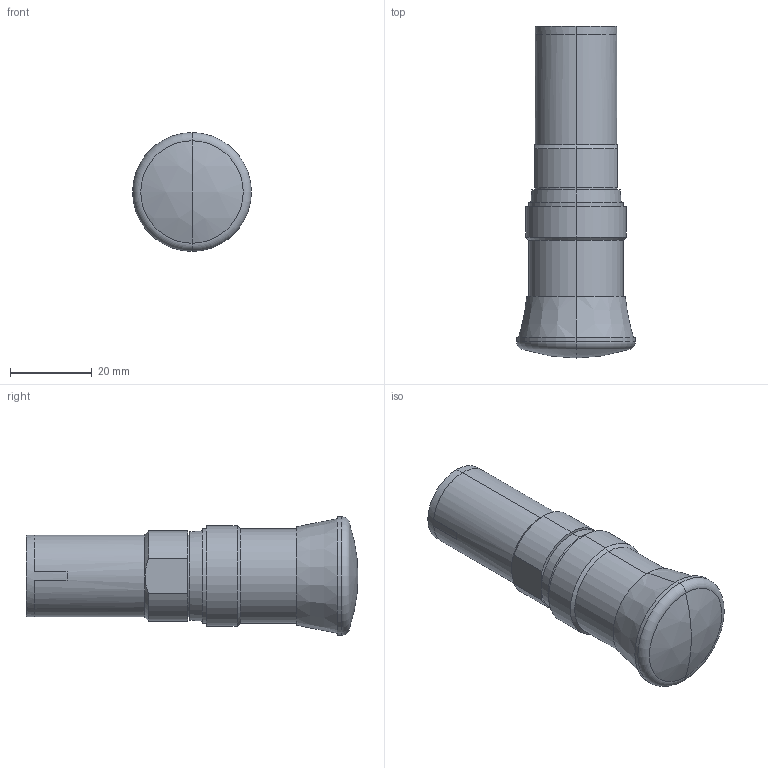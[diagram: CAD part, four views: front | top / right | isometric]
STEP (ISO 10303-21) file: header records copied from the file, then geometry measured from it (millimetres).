
FILE_DESCRIPTION(('starvars output'),'2;1');
FILE_NAME('XB7NT845_3D.stp','17:29:22 2020/04/01',( 'Thomas Industrial Network Germany GmbH'),( 'Thomas Industrial Network Germany GmbH'),'unknown preprocess','ACIS' ,'unknown authorization');
FILE_SCHEMA(('CONFIG_CONTROL_DESIGN {UNKNOWN IMPLEMENTATION LEVEL}'));
Length unit declared in the file: millimetre
Products named in the file (1): PRODUCT_ID_61
Bounding box: 29 x 81 x 29 mm (x, y, z)
Volume: 31956.2 mm3; surface area: 6820.2 mm2
Topology: 1 solids, 1 shells, 48 faces, 108 edges, 69 vertices
Faces by surface type: cylinder 18, plane 18, cone 8, sphere 2, torus 2
Entity records: 1177 total; most frequent: ORIENTED_EDGE 216, CARTESIAN_POINT 175, DIRECTION 158, EDGE_CURVE 108, VERTEX_POINT 69, AXIS2_PLACEMENT_3D 58, EDGE_LOOP 55, FACE_BOUND 55
